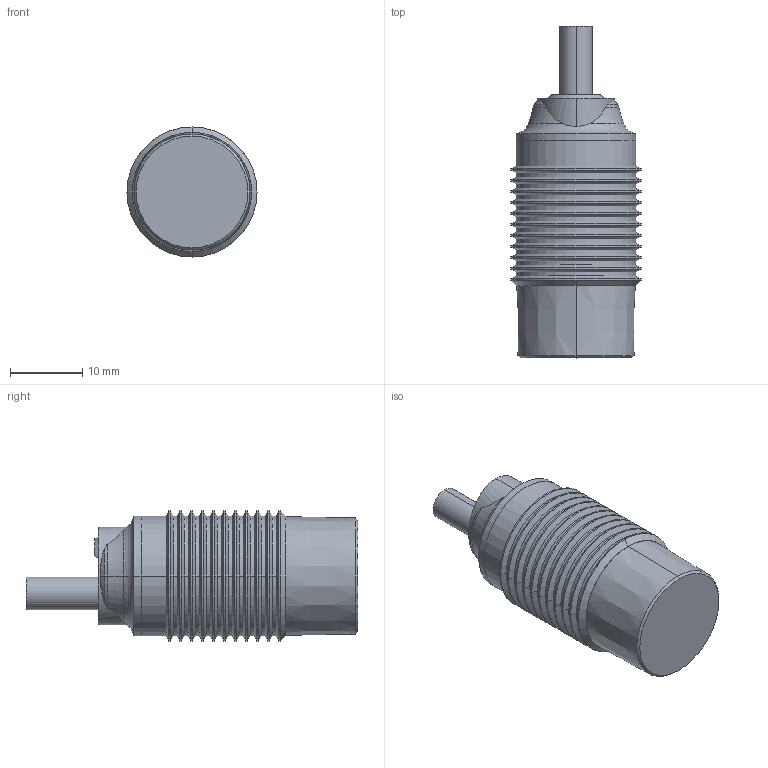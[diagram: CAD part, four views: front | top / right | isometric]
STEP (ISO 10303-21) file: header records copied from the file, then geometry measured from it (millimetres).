
FILE_DESCRIPTION(('STEP AP214'),'1');
FILE_NAME('cctmp_7680BEB9-9AA5-4525-B6CA-DFC290FF05CF_2022_07_21_11_29_32_0163..stp','2022-07-21T09:29:32',('Pepperl+Fuchs GmbH'),('CADClick - www.CADClick.com'),'Spatial InterOp 3D',' ','unknown authorization');
FILE_SCHEMA(('AUTOMOTIVE_DESIGN'));
Length unit declared in the file: millimetre
Products named in the file (6): cc_unnamed; NBN12-18GM30-E2_4; NBN12-18GM30-E2_3; NBN12-18GM30-E2_2; NBN12-18GM30-E2_1; NBN12-18GM30-E2
Assembly tree (5 placements, depth 2):
  cc_unnamed
    NBN12-18GM30-E2_4
    NBN12-18GM30-E2_3
    NBN12-18GM30-E2_2
    NBN12-18GM30-E2_1
    NBN12-18GM30-E2
Bounding box: 18 x 45.9 x 18 mm (x, y, z)
Volume: 7540.8 mm3; surface area: 5751 mm2
Topology: 5 solids, 5 shells, 147 faces, 305 edges, 172 vertices
Faces by surface type: cone 61, cylinder 57, plane 17, torus 10, bspline 2
Entity records: 5417 total; most frequent: CARTESIAN_POINT 915, DIRECTION 744, ORIENTED_EDGE 608, AXIS2_PLACEMENT_3D 311, EDGE_CURVE 304, VERTEX_POINT 172, CIRCLE 158, STYLED_ITEM 152
